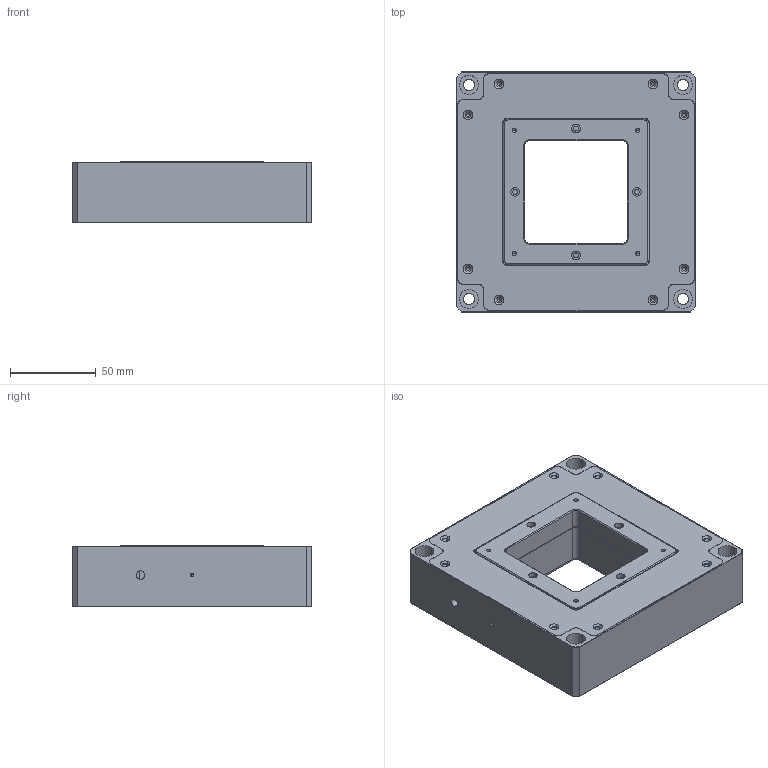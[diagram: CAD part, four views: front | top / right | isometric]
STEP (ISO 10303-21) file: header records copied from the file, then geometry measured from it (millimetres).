
FILE_DESCRIPTION (( 'STEP AP203' ), '1' );
FILE_NAME ('P15.XYZ100S-B1蚾饜极(諦誧)22.11.12.STEP', '2022-11-12T03:43:19', ( 'Windows User' ), ( 'P R C' ), 'SwSTEP 2.0', 'SolidWorks 2016', '' );
FILE_SCHEMA (( 'CONFIG_CONTROL_DESIGN' ));
Length unit declared in the file: millimetre
Products named in the file (1): P15.XYZ100S-B1蚾饜极(諦誧)22.11.12
Bounding box: 140 x 140 x 36 mm (x, y, z)
Volume: 310650.9 mm3; surface area: 144652 mm2
Topology: 4 solids, 4 shells, 495 faces, 1285 edges, 795 vertices
Faces by surface type: cylinder 211, plane 170, cone 114
Entity records: 15062 total; most frequent: DIRECTION 2745, CARTESIAN_POINT 2534, ORIENTED_EDGE 2486, EDGE_CURVE 1243, AXIS2_PLACEMENT_3D 1006, VERTEX_POINT 795, LINE 733, VECTOR 733
